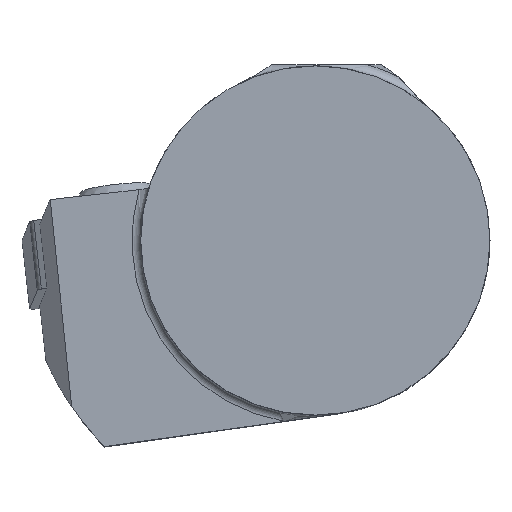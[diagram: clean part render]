
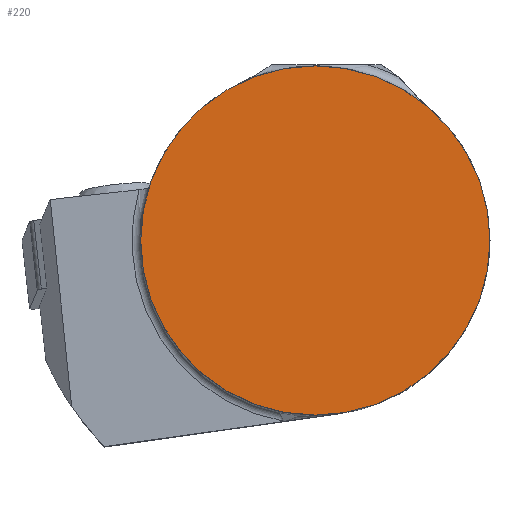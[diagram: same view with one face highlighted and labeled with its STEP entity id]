
A CAD part, top view. The second image highlights one B-rep face of the part: STEP entity #220.
In plain terms, the highlighted planar face has unit normal (0, 0, 1).
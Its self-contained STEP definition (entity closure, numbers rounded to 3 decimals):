
#149=CIRCLE('',#1154,16.);
#220=ADVANCED_FACE('',(#302),#255,.T.);
#255=PLANE('',#1216);
#302=FACE_OUTER_BOUND('',#355,.T.);
#355=EDGE_LOOP('',(#627));
#627=ORIENTED_EDGE('',*,*,#832,.F.);
#735=VERTEX_POINT('',#1687);
#832=EDGE_CURVE('',#735,#735,#149,.T.);
#1154=AXIS2_PLACEMENT_3D('',#1686,#1306,#1307);
#1216=AXIS2_PLACEMENT_3D('',#1930,#1458,#1459);
#1306=DIRECTION('',(0.,0.,-1.));
#1307=DIRECTION('',(1.,0.,0.));
#1458=DIRECTION('',(0.,0.,1.));
#1459=DIRECTION('',(1.,0.,0.));
#1686=CARTESIAN_POINT('',(0.,0.,0.));
#1687=CARTESIAN_POINT('',(16.,0.,0.));
#1930=CARTESIAN_POINT('',(0.,0.,0.));
